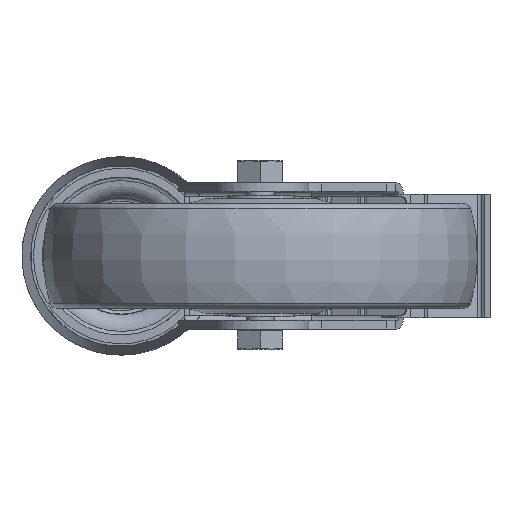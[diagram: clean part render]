
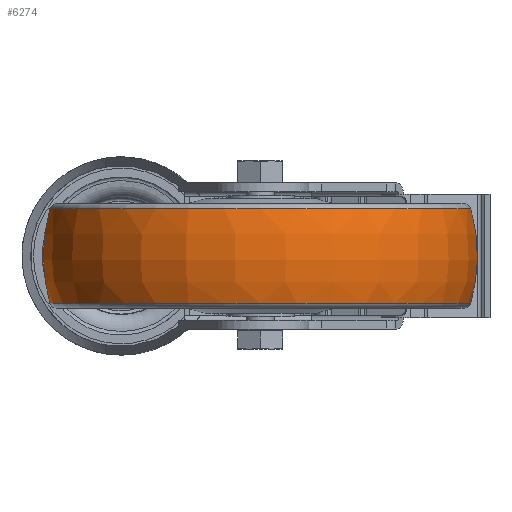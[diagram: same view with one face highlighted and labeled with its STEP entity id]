
A CAD part, front view. The second image highlights one B-rep face of the part: STEP entity #6274.
In plain terms, the highlighted toroidal (fillet/blend) face has major radius 16.25 mm and minor radius 46.25 mm.
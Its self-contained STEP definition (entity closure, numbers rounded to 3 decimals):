
#18=DEGENERATE_TOROIDAL_SURFACE('',#6979,16.25,46.25,
 .T.);
#483=CIRCLE('',#6978,60.459);
#484=CIRCLE('',#6980,60.459);
#2366=ORIENTED_EDGE('',*,*,#3276,.T.);
#2367=ORIENTED_EDGE('',*,*,#3275,.F.);
#3275=EDGE_CURVE('',#3879,#3879,#483,.T.);
#3276=EDGE_CURVE('',#3880,#3880,#484,.T.);
#3879=VERTEX_POINT('',#10975);
#3880=VERTEX_POINT('',#10978);
#5284=EDGE_LOOP('',(#2366));
#5285=EDGE_LOOP('',(#2367));
#5719=FACE_BOUND('',#5284,.T.);
#5720=FACE_BOUND('',#5285,.T.);
#6274=ADVANCED_FACE('',(#5719,#5720),#18,.T.);
#6978=AXIS2_PLACEMENT_3D('',#10974,#8765,#8766);
#6979=AXIS2_PLACEMENT_3D('',#10976,#8767,#8768);
#6980=AXIS2_PLACEMENT_3D('',#10977,#8769,#8770);
#8765=DIRECTION('',(1.,0.,0.));
#8766=DIRECTION('',(0.,0.,-1.));
#8767=DIRECTION('',(1.,0.,0.));
#8768=DIRECTION('',(0.,0.,-1.));
#8769=DIRECTION('',(1.,0.,0.));
#8770=DIRECTION('',(0.,0.,-1.));
#10974=CARTESIAN_POINT('',(13.588,0.,0.));
#10975=CARTESIAN_POINT('',(13.588,0.,-60.459));
#10976=CARTESIAN_POINT('',(0.,0.,0.));
#10977=CARTESIAN_POINT('',(-13.588,0.,0.));
#10978=CARTESIAN_POINT('',(-13.588,0.,-60.459));
